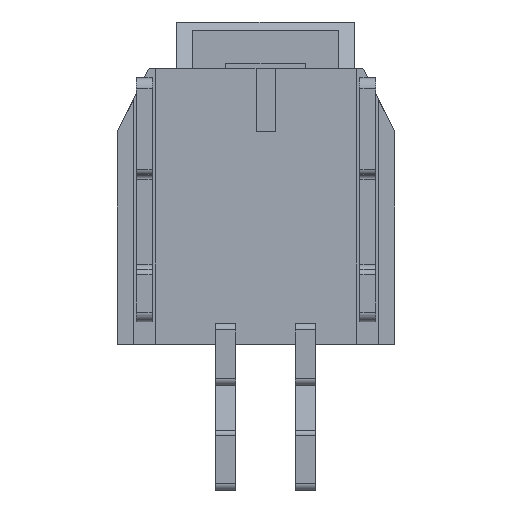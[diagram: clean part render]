
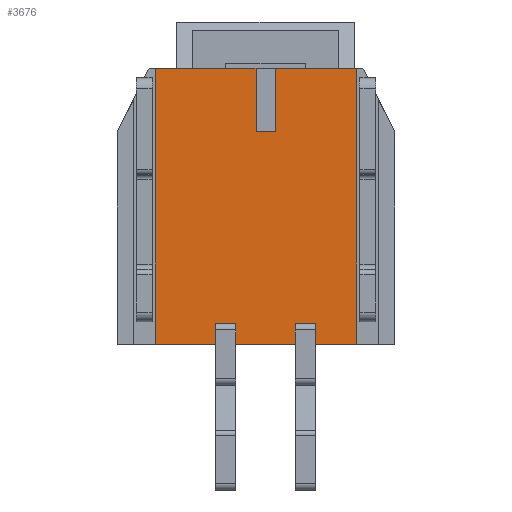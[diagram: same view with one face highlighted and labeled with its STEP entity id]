
A CAD part, front view. The second image highlights one B-rep face of the part: STEP entity #3676.
In plain terms, the highlighted planar face has unit normal (0, -1, 0).
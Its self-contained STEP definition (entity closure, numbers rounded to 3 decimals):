
#166=FACE_OUTER_BOUND('',#362,.T.);
#362=EDGE_LOOP('',(#2434,#2435,#2436,#2437,#2438,#2439,#2440,#2441,#2442,
#2443,#2444,#2445,#2446,#2447,#2448,#2449));
#573=LINE('',#5148,#1057);
#574=LINE('',#5150,#1058);
#575=LINE('',#5152,#1059);
#576=LINE('',#5154,#1060);
#577=LINE('',#5156,#1061);
#578=LINE('',#5158,#1062);
#579=LINE('',#5160,#1063);
#580=LINE('',#5162,#1064);
#581=LINE('',#5164,#1065);
#582=LINE('',#5166,#1066);
#583=LINE('',#5168,#1067);
#584=LINE('',#5170,#1068);
#585=LINE('',#5172,#1069);
#586=LINE('',#5174,#1070);
#587=LINE('',#5176,#1071);
#588=LINE('',#5177,#1072);
#1057=VECTOR('',#4152,0.6);
#1058=VECTOR('',#4153,2.);
#1059=VECTOR('',#4154,3.17);
#1060=VECTOR('',#4155,8.69);
#1061=VECTOR('',#4156,1.903);
#1062=VECTOR('',#4157,0.65);
#1063=VECTOR('',#4158,0.635);
#1064=VECTOR('',#4159,0.65);
#1065=VECTOR('',#4160,1.865);
#1066=VECTOR('',#4161,0.65);
#1067=VECTOR('',#4162,0.635);
#1068=VECTOR('',#4163,0.65);
#1069=VECTOR('',#4164,1.303);
#1070=VECTOR('',#4165,8.69);
#1071=VECTOR('',#4166,2.57);
#1072=VECTOR('',#4167,2.);
#1541=VERTEX_POINT('',#5146);
#1542=VERTEX_POINT('',#5147);
#1543=VERTEX_POINT('',#5149);
#1544=VERTEX_POINT('',#5151);
#1545=VERTEX_POINT('',#5153);
#1546=VERTEX_POINT('',#5155);
#1547=VERTEX_POINT('',#5157);
#1548=VERTEX_POINT('',#5159);
#1549=VERTEX_POINT('',#5161);
#1550=VERTEX_POINT('',#5163);
#1551=VERTEX_POINT('',#5165);
#1552=VERTEX_POINT('',#5167);
#1553=VERTEX_POINT('',#5169);
#1554=VERTEX_POINT('',#5171);
#1555=VERTEX_POINT('',#5173);
#1556=VERTEX_POINT('',#5175);
#1894=EDGE_CURVE('',#1541,#1542,#573,.T.);
#1895=EDGE_CURVE('',#1543,#1541,#574,.T.);
#1896=EDGE_CURVE('',#1544,#1543,#575,.T.);
#1897=EDGE_CURVE('',#1545,#1544,#576,.T.);
#1898=EDGE_CURVE('',#1546,#1545,#577,.T.);
#1899=EDGE_CURVE('',#1546,#1547,#578,.T.);
#1900=EDGE_CURVE('',#1547,#1548,#579,.T.);
#1901=EDGE_CURVE('',#1549,#1548,#580,.T.);
#1902=EDGE_CURVE('',#1550,#1549,#581,.T.);
#1903=EDGE_CURVE('',#1550,#1551,#582,.T.);
#1904=EDGE_CURVE('',#1551,#1552,#583,.T.);
#1905=EDGE_CURVE('',#1553,#1552,#584,.T.);
#1906=EDGE_CURVE('',#1554,#1553,#585,.T.);
#1907=EDGE_CURVE('',#1554,#1555,#586,.T.);
#1908=EDGE_CURVE('',#1556,#1555,#587,.T.);
#1909=EDGE_CURVE('',#1556,#1542,#588,.T.);
#2434=ORIENTED_EDGE('',*,*,#1894,.F.);
#2435=ORIENTED_EDGE('',*,*,#1895,.F.);
#2436=ORIENTED_EDGE('',*,*,#1896,.F.);
#2437=ORIENTED_EDGE('',*,*,#1897,.F.);
#2438=ORIENTED_EDGE('',*,*,#1898,.F.);
#2439=ORIENTED_EDGE('',*,*,#1899,.T.);
#2440=ORIENTED_EDGE('',*,*,#1900,.T.);
#2441=ORIENTED_EDGE('',*,*,#1901,.F.);
#2442=ORIENTED_EDGE('',*,*,#1902,.F.);
#2443=ORIENTED_EDGE('',*,*,#1903,.T.);
#2444=ORIENTED_EDGE('',*,*,#1904,.T.);
#2445=ORIENTED_EDGE('',*,*,#1905,.F.);
#2446=ORIENTED_EDGE('',*,*,#1906,.F.);
#2447=ORIENTED_EDGE('',*,*,#1907,.T.);
#2448=ORIENTED_EDGE('',*,*,#1908,.F.);
#2449=ORIENTED_EDGE('',*,*,#1909,.T.);
#3508=PLANE('',#3886);
#3676=ADVANCED_FACE('',(#166),#3508,.F.);
#3886=AXIS2_PLACEMENT_3D('',#5145,#4150,#4151);
#4150=DIRECTION('center_axis',(0.,1.,0.));
#4151=DIRECTION('ref_axis',(-1.,0.,0.));
#4152=DIRECTION('',(1.,0.,0.));
#4153=DIRECTION('',(0.,0.,-1.));
#4154=DIRECTION('',(1.,0.,0.));
#4155=DIRECTION('',(0.,0.,1.));
#4156=DIRECTION('',(-1.,0.,0.));
#4157=DIRECTION('',(0.,0.,1.));
#4158=DIRECTION('',(1.,0.,0.));
#4159=DIRECTION('',(0.,0.,1.));
#4160=DIRECTION('',(-1.,0.,0.));
#4161=DIRECTION('',(0.,0.,1.));
#4162=DIRECTION('',(1.,0.,0.));
#4163=DIRECTION('',(0.,0.,1.));
#4164=DIRECTION('',(-1.,0.,0.));
#4165=DIRECTION('',(0.,0.,1.));
#4166=DIRECTION('',(1.,0.,0.));
#4167=DIRECTION('',(0.,0.,-1.));
#5145=CARTESIAN_POINT('Origin',(0.,-2.99,0.));
#5146=CARTESIAN_POINT('',(-0.3,-2.99,6.69));
#5147=CARTESIAN_POINT('',(0.3,-2.99,6.69));
#5148=CARTESIAN_POINT('',(-0.3,-2.99,6.69));
#5149=CARTESIAN_POINT('',(-0.3,-2.99,8.69));
#5150=CARTESIAN_POINT('',(-0.3,-2.99,8.69));
#5151=CARTESIAN_POINT('',(-3.47,-2.99,8.69));
#5152=CARTESIAN_POINT('',(-3.47,-2.99,8.69));
#5153=CARTESIAN_POINT('',(-3.47,-2.99,0.));
#5154=CARTESIAN_POINT('',(-3.47,-2.99,0.));
#5155=CARTESIAN_POINT('',(-1.568,-2.99,0.));
#5156=CARTESIAN_POINT('',(-1.568,-2.99,0.));
#5157=CARTESIAN_POINT('',(-1.568,-2.99,0.65));
#5158=CARTESIAN_POINT('',(-1.568,-2.99,0.));
#5159=CARTESIAN_POINT('',(-0.933,-2.99,0.65));
#5160=CARTESIAN_POINT('',(-1.568,-2.99,0.65));
#5161=CARTESIAN_POINT('',(-0.933,-2.99,0.));
#5162=CARTESIAN_POINT('',(-0.933,-2.99,0.));
#5163=CARTESIAN_POINT('',(0.933,-2.99,0.));
#5164=CARTESIAN_POINT('',(0.933,-2.99,0.));
#5165=CARTESIAN_POINT('',(0.933,-2.99,0.65));
#5166=CARTESIAN_POINT('',(0.933,-2.99,0.));
#5167=CARTESIAN_POINT('',(1.568,-2.99,0.65));
#5168=CARTESIAN_POINT('',(0.933,-2.99,0.65));
#5169=CARTESIAN_POINT('',(1.568,-2.99,0.));
#5170=CARTESIAN_POINT('',(1.568,-2.99,0.));
#5171=CARTESIAN_POINT('',(2.87,-2.99,0.));
#5172=CARTESIAN_POINT('',(2.87,-2.99,0.));
#5173=CARTESIAN_POINT('',(2.87,-2.99,8.69));
#5174=CARTESIAN_POINT('',(2.87,-2.99,0.));
#5175=CARTESIAN_POINT('',(0.3,-2.99,8.69));
#5176=CARTESIAN_POINT('',(0.3,-2.99,8.69));
#5177=CARTESIAN_POINT('',(0.3,-2.99,8.69));
